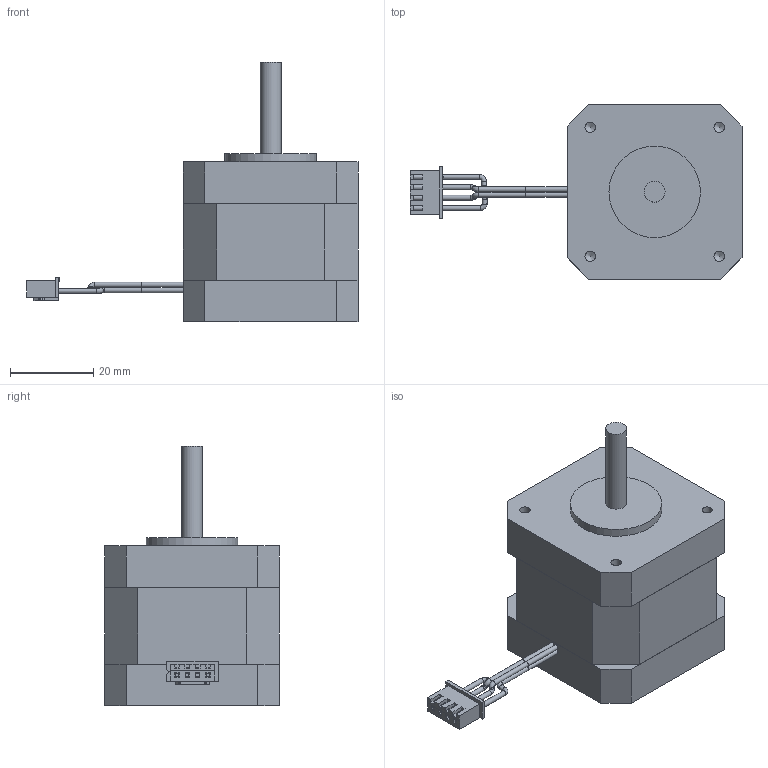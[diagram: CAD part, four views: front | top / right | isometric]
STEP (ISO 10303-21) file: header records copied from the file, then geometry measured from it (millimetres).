
FILE_DESCRIPTION (( 'STEP AP214' ), '1' );
FILE_NAME ('1082-Z1P-A.STEP', '2013-05-15T14:47:00', ( '3DAssist' ), ( '' ), 'SwSTEP 2.0', 'SolidWorks 2013', '' );
FILE_SCHEMA (( 'AUTOMOTIVE_DESIGN' ));
Length unit declared in the file: millimetre
Products named in the file (1): 1082-Z1P-A
Bounding box: 79.82 x 42 x 62.5 mm (x, y, z)
Volume: 65887.7 mm3; surface area: 18733.8 mm2
Topology: 9 solids, 9 shells, 210 faces, 538 edges, 348 vertices
Faces by surface type: plane 164, cylinder 32, torus 8, cone 4, bspline 2
Full cylindrical faces by diameter (mm): 1.2 x16, 2.5 x4, 5 x1, 22 x1
Entity records: 6610 total; most frequent: CARTESIAN_POINT 1129, ORIENTED_EDGE 992, DIRECTION 974, EDGE_CURVE 496, LINE 428, VECTOR 428, VERTEX_POINT 340, AXIS2_PLACEMENT_3D 273
